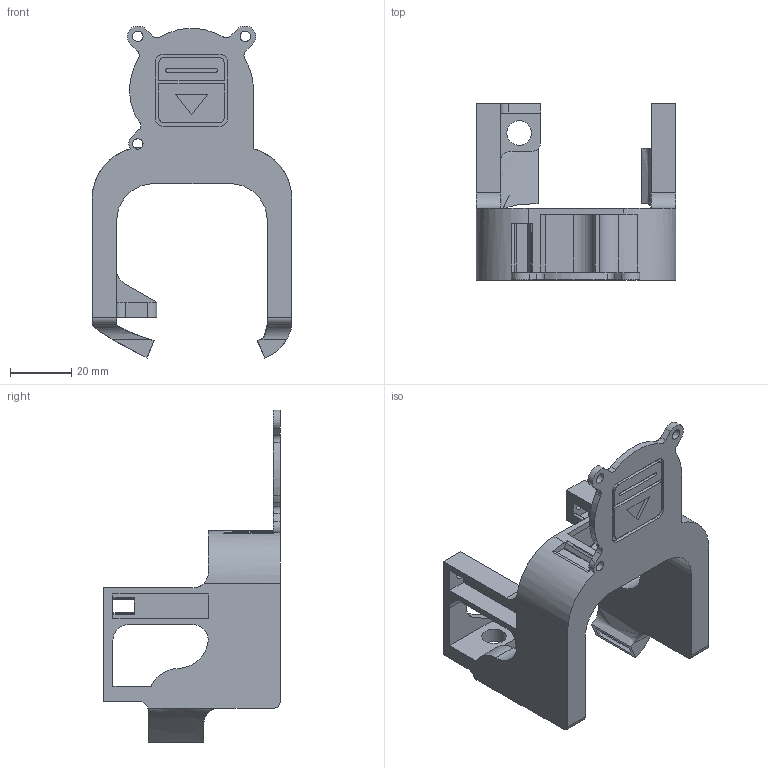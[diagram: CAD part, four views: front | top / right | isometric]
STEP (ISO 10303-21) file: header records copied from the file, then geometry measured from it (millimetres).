
FILE_DESCRIPTION(/* description */ (''),/* implementation_level */ '2;1');
FILE_NAME(/* name */ 'SK-Go fan duct - Volcano - inductive ABL sensor.step',/* time_stamp */ '2021-05-22T00:03:43+08:00',/* author */ (''),/* organization */ (''),/* preprocessor_version */ 'ST-DEVELOPER v18.1',/* originating_system */ 'Autodesk Translation Framework v10.6.0.1341',/* authorisation */ '');
FILE_SCHEMA (('AUTOMOTIVE_DESIGN { 1 0 10303 214 3 1 1 }'));
Length unit declared in the file: millimetre
Products named in the file (1): fan duct
Bounding box: 65 x 57.45 x 108.08 mm (x, y, z)
Volume: 24773.3 mm3; surface area: 30529.8 mm2
Topology: 1 solids, 1 shells, 192 faces, 568 edges, 378 vertices
Faces by surface type: plane 108, cylinder 76, bspline 8
Full cylindrical faces by diameter (mm): 3.4 x3, 8 x1
Entity records: 6858 total; most frequent: CARTESIAN_POINT 1588, ORIENTED_EDGE 1136, DIRECTION 1053, EDGE_CURVE 568, VERTEX_POINT 378, LINE 375, VECTOR 375, AXIS2_PLACEMENT_3D 339
